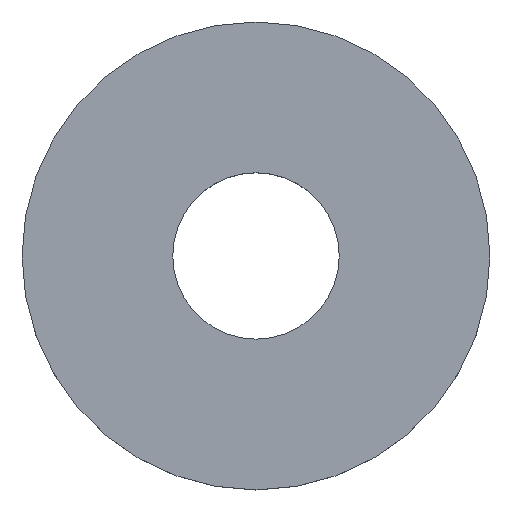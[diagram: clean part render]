
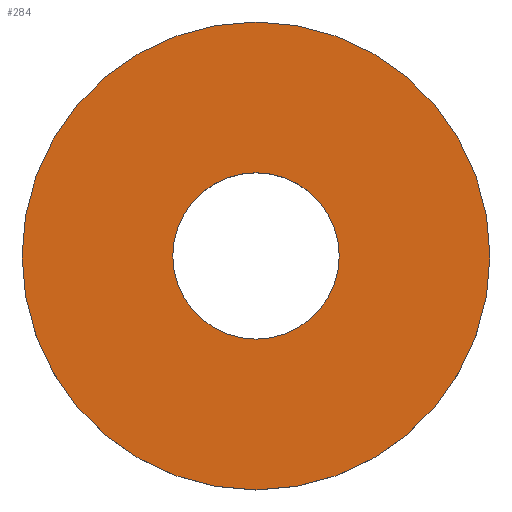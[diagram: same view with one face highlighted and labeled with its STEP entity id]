
A CAD part, top view. The second image highlights one B-rep face of the part: STEP entity #284.
In plain terms, the highlighted planar face has unit normal (0, 0, 1).
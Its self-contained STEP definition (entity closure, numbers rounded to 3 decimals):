
#158=CARTESIAN_POINT('',(0.,0.,1.));
#159=DIRECTION('',(0.,0.,1.));
#160=DIRECTION('',(1.,0.,0.));
#161=AXIS2_PLACEMENT_3D('',#158,#159,#160);
#163=CARTESIAN_POINT('',(0.,0.,1.));
#164=DIRECTION('',(0.,0.,1.));
#165=DIRECTION('',(-1.,0.,0.));
#166=AXIS2_PLACEMENT_3D('',#163,#164,#165);
#168=CARTESIAN_POINT('',(0.,0.,1.));
#169=DIRECTION('',(0.,0.,-1.));
#170=DIRECTION('',(1.,0.,0.));
#171=AXIS2_PLACEMENT_3D('',#168,#169,#170);
#173=CARTESIAN_POINT('',(0.,0.,1.));
#174=DIRECTION('',(0.,0.,-1.));
#175=DIRECTION('',(-1.,0.,0.));
#176=AXIS2_PLACEMENT_3D('',#173,#174,#175);
#194=CARTESIAN_POINT('',(4.5,0.,1.));
#195=CARTESIAN_POINT('',(-4.5,0.,1.));
#196=VERTEX_POINT('',#194);
#197=VERTEX_POINT('',#195);
#198=CARTESIAN_POINT('',(1.6,0.,1.));
#199=CARTESIAN_POINT('',(-1.6,0.,1.));
#200=VERTEX_POINT('',#198);
#201=VERTEX_POINT('',#199);
#269=CARTESIAN_POINT('',(0.,0.,1.));
#270=DIRECTION('',(0.,0.,1.));
#271=DIRECTION('',(1.,0.,0.));
#272=AXIS2_PLACEMENT_3D('',#269,#270,#271);
#273=PLANE('',#272);
#274=ORIENTED_EDGE('',*,*,#235,.F.);
#275=ORIENTED_EDGE('',*,*,#256,.F.);
#276=EDGE_LOOP('',(#274,#275));
#277=FACE_OUTER_BOUND('',#276,.F.);
#279=ORIENTED_EDGE('',*,*,#278,.F.);
#281=ORIENTED_EDGE('',*,*,#280,.F.);
#282=EDGE_LOOP('',(#279,#281));
#283=FACE_BOUND('',#282,.F.);
#162=CIRCLE('',#161,4.5);
#167=CIRCLE('',#166,4.5);
#172=CIRCLE('',#171,1.6);
#177=CIRCLE('',#176,1.6);
#235=EDGE_CURVE('',#196,#197,#162,.T.);
#256=EDGE_CURVE('',#197,#196,#167,.T.);
#278=EDGE_CURVE('',#200,#201,#172,.T.);
#280=EDGE_CURVE('',#201,#200,#177,.T.);
#284=ADVANCED_FACE('',(#277,#283),#273,.T.);
